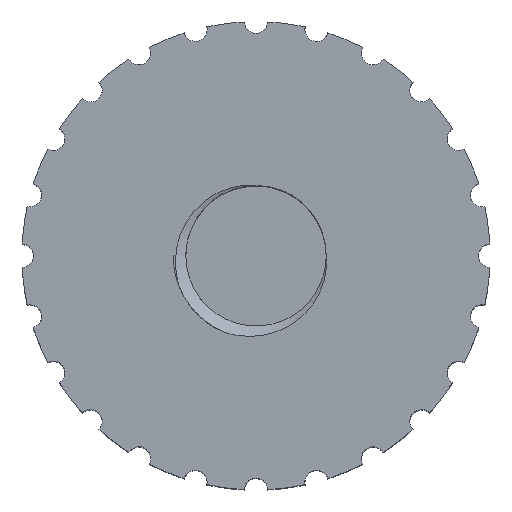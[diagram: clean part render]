
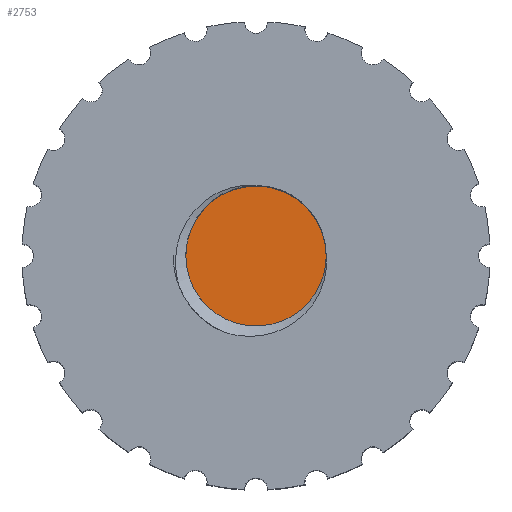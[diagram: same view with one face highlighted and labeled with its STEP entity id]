
A CAD part, top view. The second image highlights one B-rep face of the part: STEP entity #2753.
In plain terms, the highlighted planar face has unit normal (0, 0, 1).
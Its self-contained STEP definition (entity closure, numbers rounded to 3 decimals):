
#263 = AXIS2_PLACEMENT_3D ( 'NONE', #1230, #3425, #2931 ) ;
#635 = EDGE_LOOP ( 'NONE', ( #4827, #1022 ) ) ;
#1022 = ORIENTED_EDGE ( 'NONE', *, *, #2094, .T. ) ;
#1230 = CARTESIAN_POINT ( 'NONE',  ( 0., 0., 4. ) ) ;
#1365 = DIRECTION ( 'NONE',  ( 0., 0., 1. ) ) ;
#1372 = DIRECTION ( 'NONE',  ( 1., 0., 0. ) ) ;
#1657 = CARTESIAN_POINT ( 'NONE',  ( 3., 0., 4. ) ) ;
#1856 = PLANE ( 'NONE',  #4801 ) ;
#1928 = VERTEX_POINT ( 'NONE', #1657 ) ;
#2094 = EDGE_CURVE ( 'NONE', #5307, #1928, #4003, .T. ) ;
#2753 = ADVANCED_FACE ( 'NONE', ( #3528 ), #1856, .T. ) ;
#2931 = DIRECTION ( 'NONE',  ( 1., 0., 0. ) ) ;
#2974 = CARTESIAN_POINT ( 'NONE',  ( -3., 0., 4. ) ) ;
#3425 = DIRECTION ( 'NONE',  ( 0., 0., 1. ) ) ;
#3528 = FACE_OUTER_BOUND ( 'NONE', #635, .T. ) ;
#3910 = CARTESIAN_POINT ( 'NONE',  ( 0., 0., 4. ) ) ;
#3923 = EDGE_CURVE ( 'NONE', #1928, #5307, #4166, .T. ) ;
#3960 = DIRECTION ( 'NONE',  ( 0., 0., 1. ) ) ;
#4003 = CIRCLE ( 'NONE', #4456, 3. ) ;
#4166 = CIRCLE ( 'NONE', #263, 3. ) ;
#4456 = AXIS2_PLACEMENT_3D ( 'NONE', #3910, #1365, #4796 ) ;
#4719 = CARTESIAN_POINT ( 'NONE',  ( 0., 0., 4. ) ) ;
#4796 = DIRECTION ( 'NONE',  ( 1., 0., 0. ) ) ;
#4801 = AXIS2_PLACEMENT_3D ( 'NONE', #4719, #3960, #1372 ) ;
#4827 = ORIENTED_EDGE ( 'NONE', *, *, #3923, .T. ) ;
#5307 = VERTEX_POINT ( 'NONE', #2974 ) ;
